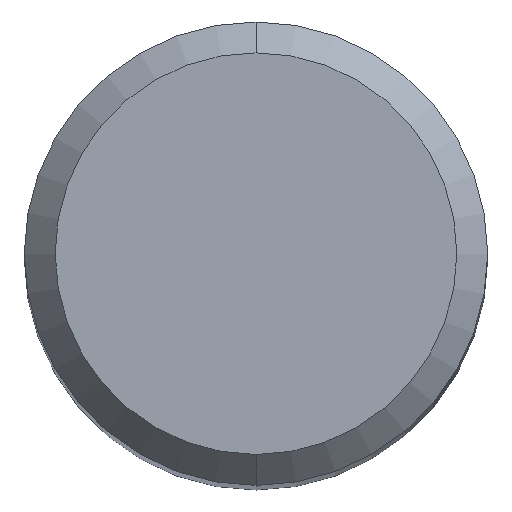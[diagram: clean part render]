
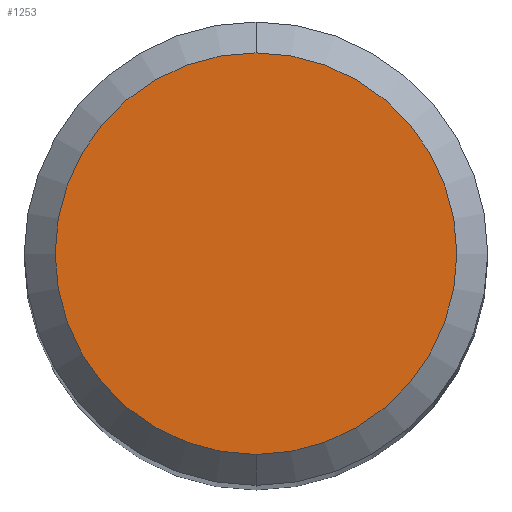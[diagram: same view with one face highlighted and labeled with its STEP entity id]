
A CAD part, top view. The second image highlights one B-rep face of the part: STEP entity #1253.
In plain terms, the highlighted planar face has unit normal (0, 0, 1).
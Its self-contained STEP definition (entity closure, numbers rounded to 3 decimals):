
#581=EDGE_CURVE('',#681,#931,#1631,.T.);
#681=VERTEX_POINT('',#1734);
#931=VERTEX_POINT('',#2014);
#1253=ADVANCED_FACE('',(#2364),#2365,.T.);
#1403=EDGE_CURVE('',#931,#681,#2531,.T.);
#1631=CIRCLE('',#2848,2.6);
#1734=CARTESIAN_POINT('',(0.0,2.6,0.0));
#2014=CARTESIAN_POINT('',(0.,-2.6,0.0));
#2364=FACE_OUTER_BOUND('',#6248,.T.);
#2365=PLANE('',#6249);
#2531=CIRCLE('',#7639,2.6);
#2848=AXIS2_PLACEMENT_3D('',#8289,#8290,#8291);
#6248=EDGE_LOOP('',(#9143,#9144));
#6249=AXIS2_PLACEMENT_3D('',#9145,#9146,#9147);
#7639=AXIS2_PLACEMENT_3D('',#9315,#9316,#9317);
#8289=CARTESIAN_POINT('',(0.0,0.0,0.0));
#8290=DIRECTION('',(0.0,0.0,-1.0));
#8291=DIRECTION('',(0.0,1.0,0.0));
#9143=ORIENTED_EDGE('',*,*,#581,.F.);
#9144=ORIENTED_EDGE('',*,*,#1403,.F.);
#9145=CARTESIAN_POINT('',(0.0,1.3,0.0));
#9146=DIRECTION('',(-0.0,0.0,1.0));
#9147=DIRECTION('',(0.0,-1.0,0.0));
#9315=CARTESIAN_POINT('',(0.0,0.0,0.0));
#9316=DIRECTION('',(0.0,0.0,-1.0));
#9317=DIRECTION('',(0.0,1.0,0.0));
